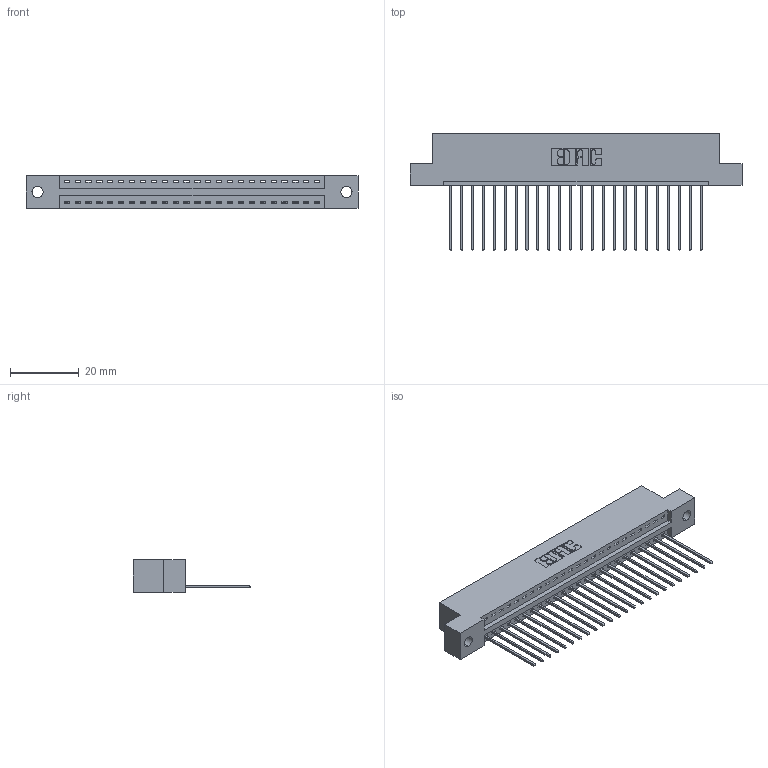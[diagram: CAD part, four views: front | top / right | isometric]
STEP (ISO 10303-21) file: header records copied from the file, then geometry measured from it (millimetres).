
FILE_DESCRIPTION (( 'STEP AP203' ), '1' );
FILE_NAME ('346-024-541-102.STEP', '2018-08-21T03:52:41', ( '' ), ( '' ), 'SwSTEP 2.0', 'SolidWorks 2016', '' );
FILE_SCHEMA (( 'CONFIG_CONTROL_DESIGN' ));
Length unit declared in the file: inch
Products named in the file (3): 346 Part_Flush Mounting Lugs - 0.128 Dia; 345-292-001_345-293-141; 346-024-541-102
Assembly tree (25 placements, depth 2):
  346-024-541-102
    346 Part_Flush Mounting Lugs - 0.128 Dia
    345-292-001_345-293-141  x24
Bounding box: 96.77 x 34.29 x 9.4 mm (x, y, z)
Volume: 9181.9 mm3; surface area: 11483.8 mm2
Topology: 25 solids, 25 shells, 1514 faces, 4553 edges, 3002 vertices
Faces by surface type: plane 1036, cylinder 478
Entity records: 17339 total; most frequent: CARTESIAN_POINT 2984, ORIENTED_EDGE 2942, DIRECTION 2655, EDGE_CURVE 1471, VECTOR 1243, LINE 1243, VERTEX_POINT 978, AXIS2_PLACEMENT_3D 706
